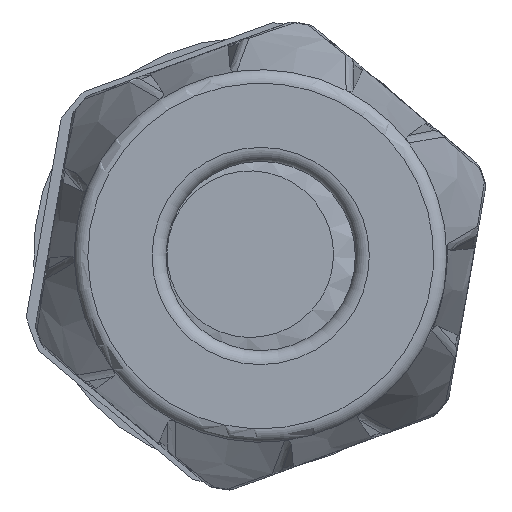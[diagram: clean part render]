
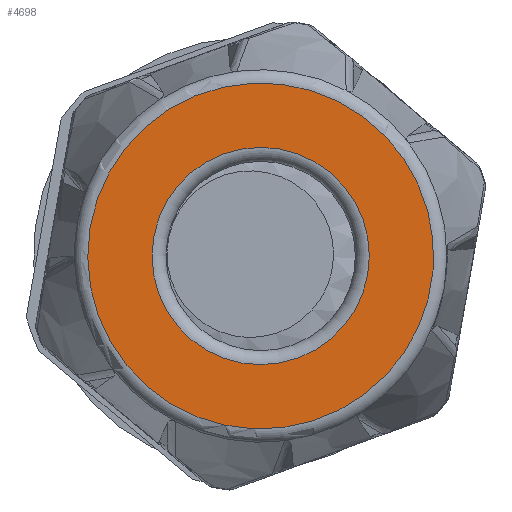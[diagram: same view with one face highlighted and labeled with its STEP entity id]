
A CAD part, left-side view. The second image highlights one B-rep face of the part: STEP entity #4698.
In plain terms, the highlighted planar face has unit normal (-1, 0, 0).
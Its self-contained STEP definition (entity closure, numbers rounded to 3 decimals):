
#170=FACE_BOUND('',#1369,.T.);
#791=PLANE('',#5312);
#1059=FACE_OUTER_BOUND('',#1368,.T.);
#1368=EDGE_LOOP('',(#4364));
#1369=EDGE_LOOP('',(#4365));
#1657=CIRCLE('',#5311,3.885);
#1658=CIRCLE('',#5313,6.185);
#2291=VERTEX_POINT('',#12436);
#2292=VERTEX_POINT('',#12439);
#2991=EDGE_CURVE('',#2291,#2291,#1657,.T.);
#2992=EDGE_CURVE('',#2292,#2292,#1658,.T.);
#4364=ORIENTED_EDGE('',*,*,#2992,.F.);
#4365=ORIENTED_EDGE('',*,*,#2991,.T.);
#4698=ADVANCED_FACE('',(#1059,#170),#791,.T.);
#5311=AXIS2_PLACEMENT_3D('',#12437,#6602,#6603);
#5312=AXIS2_PLACEMENT_3D('',#12438,#6604,#6605);
#5313=AXIS2_PLACEMENT_3D('',#12440,#6606,#6607);
#6602=DIRECTION('center_axis',(1.,0.,0.));
#6603=DIRECTION('ref_axis',(0.,0.,-1.));
#6604=DIRECTION('center_axis',(-1.,0.,0.));
#6605=DIRECTION('ref_axis',(0.,0.,1.));
#6606=DIRECTION('center_axis',(1.,0.,0.));
#6607=DIRECTION('ref_axis',(0.,0.,-1.));
#12436=CARTESIAN_POINT('',(-18.93,3.885,0.));
#12437=CARTESIAN_POINT('Origin',(-18.93,0.,0.));
#12438=CARTESIAN_POINT('Origin',(-18.93,6.185,0.));
#12439=CARTESIAN_POINT('',(-18.93,6.185,0.));
#12440=CARTESIAN_POINT('Origin',(-18.93,0.,0.));
